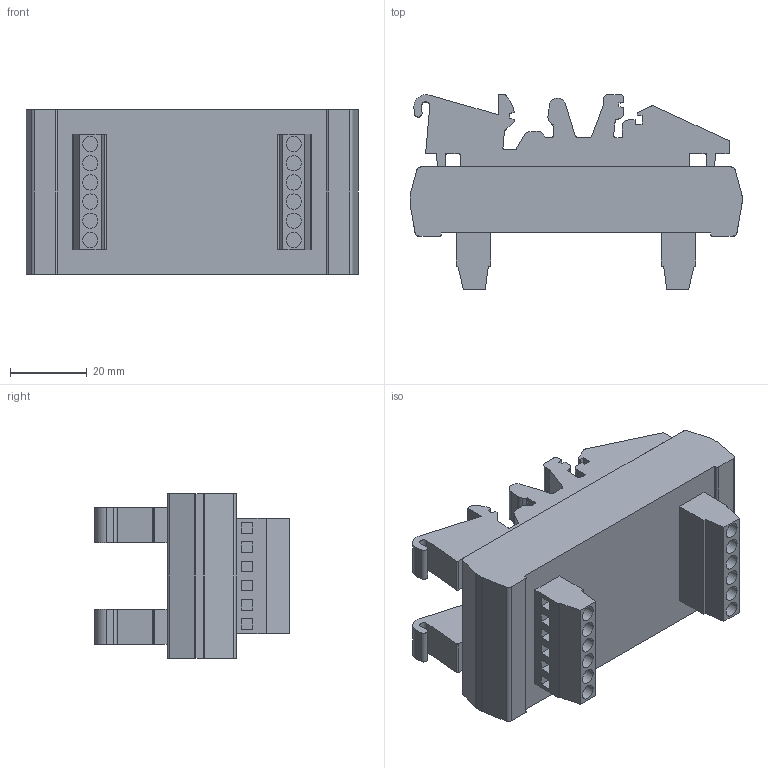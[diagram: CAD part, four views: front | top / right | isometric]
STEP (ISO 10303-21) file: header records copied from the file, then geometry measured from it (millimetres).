
FILE_DESCRIPTION (( 'STEP AP214' ), '1' );
FILE_NAME ('DM_6S.STP', '2019-01-16T09:59:38', ( '' ), ( '' ), 'SwSTEP 2.0', 'SolidWorks 2019', '' );
FILE_SCHEMA (( 'AUTOMOTIVE_DESIGN' ));
Length unit declared in the file: millimetre
Products named in the file (1): DM_6S
Bounding box: 86.5 x 50.68 x 42.8 mm (x, y, z)
Volume: 86229.4 mm3; surface area: 22383.8 mm2
Topology: 1 solids, 1 shells, 330 faces, 912 edges, 608 vertices
Faces by surface type: plane 224, cylinder 106
Entity records: 13924 total; most frequent: CARTESIAN_POINT 1851, ORIENTED_EDGE 1824, DIRECTION 1786, EDGE_CURVE 912, LINE 700, VECTOR 700, VERTEX_POINT 608, AXIS2_PLACEMENT_3D 543
